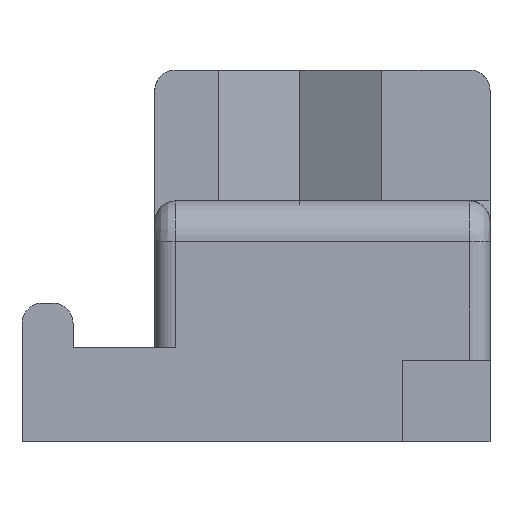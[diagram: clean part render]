
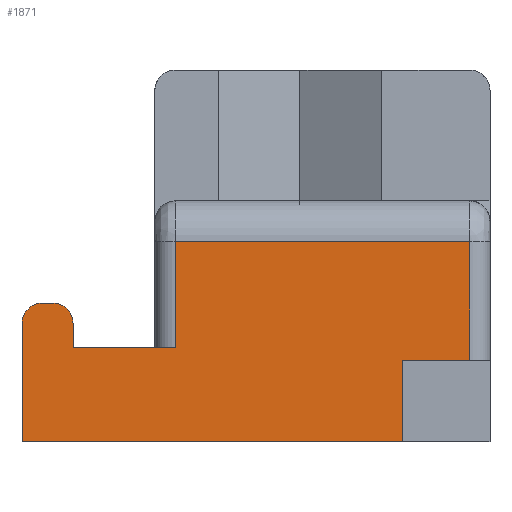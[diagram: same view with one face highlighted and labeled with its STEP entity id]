
A CAD part, left-side view. The second image highlights one B-rep face of the part: STEP entity #1871.
In plain terms, the highlighted planar face has unit normal (-1, 0, 0).
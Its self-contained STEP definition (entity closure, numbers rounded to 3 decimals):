
#84=CARTESIAN_POINT('',(-40.549,14.692,2.9));
#85=VERTEX_POINT('',#84);
#92=CARTESIAN_POINT('',(-40.549,14.192,3.4));
#93=VERTEX_POINT('',#92);
#94=CARTESIAN_POINT('',(-40.549,14.192,2.9));
#95=DIRECTION('',(1.0,0.0,0.0));
#96=DIRECTION('',(0.0,0.707,0.707));
#97=AXIS2_PLACEMENT_3D('',#94,#95,#96);
#98=CIRCLE('',#97,0.5);
#99=EDGE_CURVE('',#85,#93,#98,.T.);
#212=CARTESIAN_POINT('',(-40.549,13.942,3.4));
#213=VERTEX_POINT('',#212);
#214=CARTESIAN_POINT('',(-40.549,13.942,3.4));
#215=DIRECTION('',(0.0,1.0,0.0));
#216=VECTOR('',#215,0.25);
#217=LINE('',#214,#216);
#218=EDGE_CURVE('',#213,#93,#217,.T.);
#237=CARTESIAN_POINT('',(-40.549,13.442,2.9));
#238=VERTEX_POINT('',#237);
#239=CARTESIAN_POINT('',(-40.549,13.942,2.9));
#240=DIRECTION('',(1.0,0.0,0.0));
#241=DIRECTION('',(0.0,-0.707,0.707));
#242=AXIS2_PLACEMENT_3D('',#239,#240,#241);
#243=CIRCLE('',#242,0.5);
#244=EDGE_CURVE('',#213,#238,#243,.T.);
#590=CARTESIAN_POINT('',(-40.549,5.392,0.));
#591=VERTEX_POINT('',#590);
#598=CARTESIAN_POINT('',(-40.549,14.692,0.0));
#599=VERTEX_POINT('',#598);
#600=CARTESIAN_POINT('',(-40.549,5.392,0.0));
#601=DIRECTION('',(0.0,1.0,0.0));
#602=VECTOR('',#601,9.3);
#603=LINE('',#600,#602);
#604=EDGE_CURVE('',#591,#599,#603,.T.);
#1549=CARTESIAN_POINT('',(-40.549,3.742,2.0));
#1550=VERTEX_POINT('',#1549);
#1568=CARTESIAN_POINT('',(-40.549,3.742,4.9));
#1569=VERTEX_POINT('',#1568);
#1577=CARTESIAN_POINT('',(-40.549,3.742,4.9));
#1578=DIRECTION('',(0.0,0.0,-1.0));
#1579=VECTOR('',#1578,2.9);
#1580=LINE('',#1577,#1579);
#1581=EDGE_CURVE('',#1569,#1550,#1580,.T.);
#1773=CARTESIAN_POINT('',(-40.549,5.392,2.0));
#1774=VERTEX_POINT('',#1773);
#1775=CARTESIAN_POINT('',(-40.549,5.392,2.0));
#1776=DIRECTION('',(0.0,-1.0,0.0));
#1777=VECTOR('',#1776,1.65);
#1778=LINE('',#1775,#1777);
#1779=EDGE_CURVE('',#1774,#1550,#1778,.T.);
#1816=CARTESIAN_POINT('',(-40.549,3.242,0.0));
#1817=DIRECTION('',(-1.0,0.0,0.0));
#1818=DIRECTION('',(0.0,0.0,1.0));
#1819=AXIS2_PLACEMENT_3D('',#1816,#1817,#1818);
#1820=PLANE('',#1819);
#1821=ORIENTED_EDGE('',*,*,#99,.F.);
#1822=CARTESIAN_POINT('',(-40.549,14.692,0.0));
#1823=DIRECTION('',(0.0,0.0,1.0));
#1824=VECTOR('',#1823,2.9);
#1825=LINE('',#1822,#1824);
#1826=EDGE_CURVE('',#599,#85,#1825,.T.);
#1827=ORIENTED_EDGE('',*,*,#1826,.F.);
#1828=ORIENTED_EDGE('',*,*,#604,.F.);
#1829=CARTESIAN_POINT('',(-40.549,5.392,0.));
#1830=DIRECTION('',(0.0,0.0,1.0));
#1831=VECTOR('',#1830,2.0);
#1832=LINE('',#1829,#1831);
#1833=EDGE_CURVE('',#591,#1774,#1832,.T.);
#1834=ORIENTED_EDGE('',*,*,#1833,.T.);
#1835=ORIENTED_EDGE('',*,*,#1779,.T.);
#1836=ORIENTED_EDGE('',*,*,#1581,.F.);
#1837=CARTESIAN_POINT('',(-40.549,10.942,4.9));
#1838=VERTEX_POINT('',#1837);
#1839=CARTESIAN_POINT('',(-40.549,10.942,4.9));
#1840=DIRECTION('',(0.0,-1.0,0.0));
#1841=VECTOR('',#1840,7.2);
#1842=LINE('',#1839,#1841);
#1843=EDGE_CURVE('',#1838,#1569,#1842,.T.);
#1844=ORIENTED_EDGE('',*,*,#1843,.F.);
#1845=CARTESIAN_POINT('',(-40.549,10.942,2.3));
#1846=VERTEX_POINT('',#1845);
#1847=CARTESIAN_POINT('',(-40.549,10.942,2.3));
#1848=DIRECTION('',(0.0,0.0,1.0));
#1849=VECTOR('',#1848,2.6);
#1850=LINE('',#1847,#1849);
#1851=EDGE_CURVE('',#1846,#1838,#1850,.T.);
#1852=ORIENTED_EDGE('',*,*,#1851,.F.);
#1853=CARTESIAN_POINT('',(-40.549,13.442,2.3));
#1854=VERTEX_POINT('',#1853);
#1855=CARTESIAN_POINT('',(-40.549,10.942,2.3));
#1856=DIRECTION('',(0.0,1.0,0.0));
#1857=VECTOR('',#1856,2.5);
#1858=LINE('',#1855,#1857);
#1859=EDGE_CURVE('',#1846,#1854,#1858,.T.);
#1860=ORIENTED_EDGE('',*,*,#1859,.T.);
#1861=CARTESIAN_POINT('',(-40.549,13.442,2.3));
#1862=DIRECTION('',(0.0,0.0,1.0));
#1863=VECTOR('',#1862,0.6);
#1864=LINE('',#1861,#1863);
#1865=EDGE_CURVE('',#1854,#238,#1864,.T.);
#1866=ORIENTED_EDGE('',*,*,#1865,.T.);
#1867=ORIENTED_EDGE('',*,*,#244,.F.);
#1868=ORIENTED_EDGE('',*,*,#218,.T.);
#1869=EDGE_LOOP('',(#1821,#1827,#1828,#1834,#1835,#1836,#1844,#1852,#1860,#1866,#1867,#1868));
#1870=FACE_OUTER_BOUND('',#1869,.T.);
#1871=ADVANCED_FACE('',(#1870),#1820,.T.);
